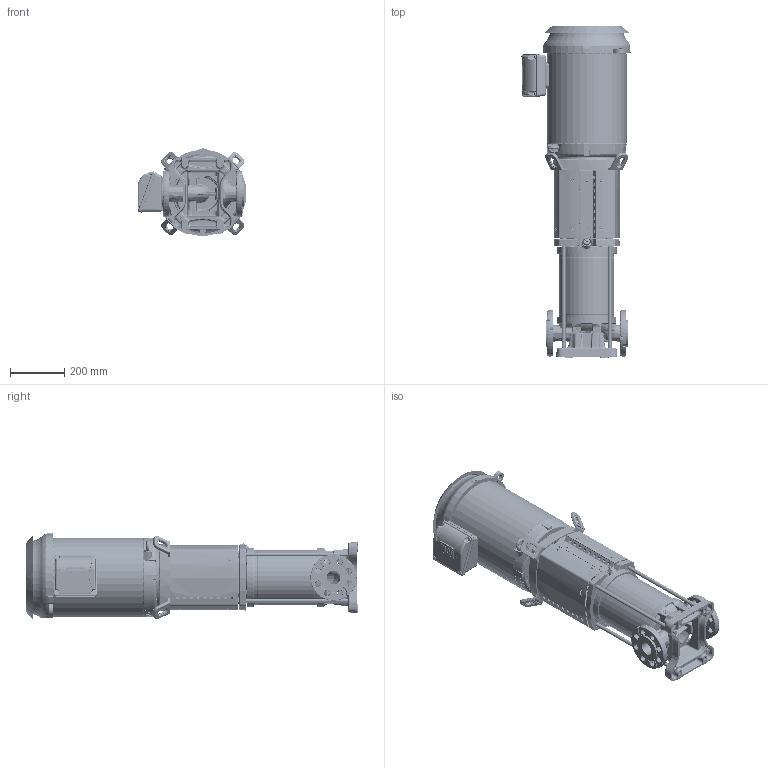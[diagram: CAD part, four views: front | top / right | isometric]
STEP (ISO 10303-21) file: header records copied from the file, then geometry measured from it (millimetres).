
FILE_DESCRIPTION(/* description */ (''),/* implementation_level */ '2;1');
FILE_NAME(/* name */ '2700868 - HELIX V110-04-1_A3_E_KS_N_15_3_Shrinkwrap_1.stp',/* time_stamp */ '2022-03-25T10:38:08-05:00',/* author */ ('faliszekte'),/* organization */ (''),/* preprocessor_version */ 'ST-DEVELOPER v18.1',/* originating_system */ 'Autodesk Inventor 2021',/* authorisation */ '');
FILE_SCHEMA (('AUTOMOTIVE_DESIGN { 1 0 10303 214 3 1 1 }'));
Length unit declared in the file: inch
Products named in the file (1): 2700868 - HELIX V110-04-1_A3_E_KS_N_15_3_Shrinkwrap_1
Bounding box: 400.85 x 1220.1 x 323.34 mm (x, y, z)
Volume: 22190601.7 mm3; surface area: 2740388.7 mm2
Topology: 3 solids, 93 shells, 5036 faces, 14997 edges, 9796 vertices
Faces by surface type: cylinder 1609, bspline 1271, plane 1211, torus 439, cone 429, sphere 77
Full cylindrical faces by diameter (mm): 0.833 x4, 2 x2, 4 x2, 4.5 x1, 4.918 x5, 6 x2, 8 x8, 8.9 x4, 9.5 x3, 10.25 x3, 14 x10, 14.376 x168, 16 x168, 16.662 x1, 17.5 x1, 18 x8, 18.64 x1, 20.813 x1, 31 x1, 47.6 x1, 61 x2, 88 x1, 99 x2, 110.3 x3, 114 x1, 119.6 x1, 200 x1, 203 x2, 204 x1, 215.9 x1
Entity records: 350610 total; most frequent: CARTESIAN_POINT 222784, ORIENTED_EDGE 26515, DIRECTION 23542, EDGE_CURVE 14912, VERTEX_POINT 9796, AXIS2_PLACEMENT_3D 9253, EDGE_LOOP 5330, FACE_OUTER_BOUND 5036
